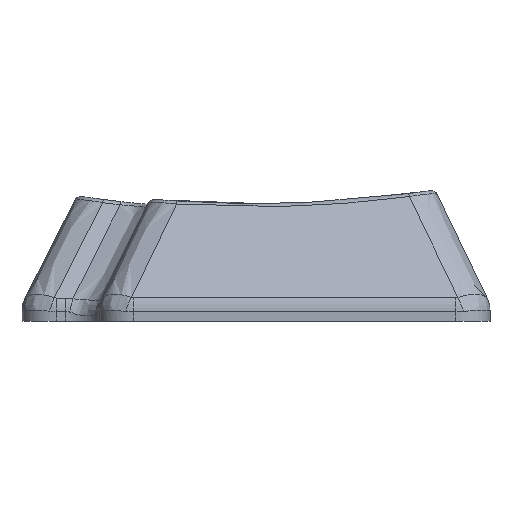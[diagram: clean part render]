
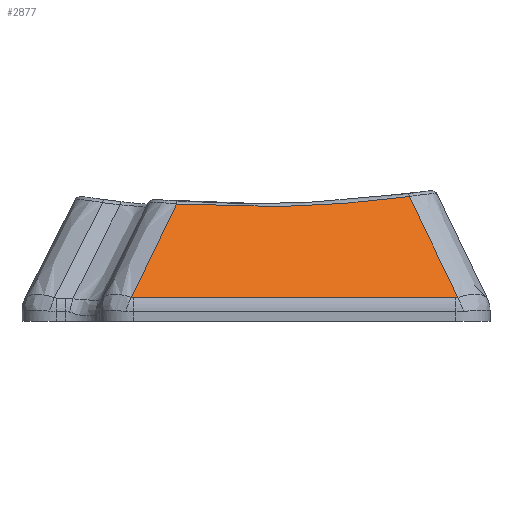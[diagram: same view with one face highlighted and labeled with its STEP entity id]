
A CAD part, front view. The second image highlights one B-rep face of the part: STEP entity #2877.
In plain terms, the highlighted planar face has unit normal (0, -0.839, 0.545).
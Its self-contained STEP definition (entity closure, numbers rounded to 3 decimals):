
#15=PLANE('',#3048);
#254=FACE_OUTER_BOUND('',#407,.T.);
#407=EDGE_LOOP('',(#2235,#2236,#2237,#2238,#2239,#2240));
#539=ELLIPSE('',#3040,0.918,0.5);
#541=ELLIPSE('',#3045,0.918,0.5);
#692=B_SPLINE_CURVE_WITH_KNOTS('',3,(#5476,#5477,#5478,#5479),
 .UNSPECIFIED.,.F.,.F.,(4,4),(-0.771,-0.066),
 .UNSPECIFIED.);
#694=B_SPLINE_CURVE_WITH_KNOTS('',3,(#5487,#5488,#5489,#5490),
 .UNSPECIFIED.,.F.,.F.,(4,4),(0.078,0.84),
 .UNSPECIFIED.);
#695=B_SPLINE_CURVE_WITH_KNOTS('',3,(#5491,#5492,#5493,#5494),
 .UNSPECIFIED.,.F.,.F.,(4,4),(-1.371,0.),
 .UNSPECIFIED.);
#822=LINE('',#5275,#955);
#955=VECTOR('',#3262,10.);
#1237=VERTEX_POINT('',#5234);
#1239=VERTEX_POINT('',#5265);
#1241=VERTEX_POINT('',#5271);
#1243=VERTEX_POINT('',#5292);
#1251=VERTEX_POINT('',#5475);
#1252=VERTEX_POINT('',#5486);
#1598=EDGE_CURVE('',#1237,#1239,#539,.T.);
#1601=EDGE_CURVE('',#1239,#1241,#822,.T.);
#1604=EDGE_CURVE('',#1241,#1243,#541,.T.);
#1619=EDGE_CURVE('',#1243,#1251,#692,.T.);
#1621=EDGE_CURVE('',#1252,#1237,#694,.T.);
#1622=EDGE_CURVE('',#1251,#1252,#695,.T.);
#2235=ORIENTED_EDGE('',*,*,#1604,.F.);
#2236=ORIENTED_EDGE('',*,*,#1601,.F.);
#2237=ORIENTED_EDGE('',*,*,#1598,.F.);
#2238=ORIENTED_EDGE('',*,*,#1621,.F.);
#2239=ORIENTED_EDGE('',*,*,#1622,.F.);
#2240=ORIENTED_EDGE('',*,*,#1619,.F.);
#2877=ADVANCED_FACE('',(#254),#15,.F.);
#3040=AXIS2_PLACEMENT_3D('',#5269,#3255,#3256);
#3045=AXIS2_PLACEMENT_3D('',#5296,#3267,#3268);
#3048=AXIS2_PLACEMENT_3D('',#5485,#3273,#3274);
#3255=DIRECTION('center_axis',(0.,0.839,-0.545));
#3256=DIRECTION('ref_axis',(0.,-0.545,-0.839));
#3262=DIRECTION('',(-1.,0.,0.));
#3267=DIRECTION('center_axis',(0.,0.839,-0.545));
#3268=DIRECTION('ref_axis',(0.,-0.545,-0.839));
#3273=DIRECTION('center_axis',(0.,0.839,-0.545));
#3274=DIRECTION('ref_axis',(-1.,0.,0.));
#5234=CARTESIAN_POINT('',(9.577,-18.35,0.394));
#5265=CARTESIAN_POINT('',(9.462,-18.363,0.373));
#5269=CARTESIAN_POINT('Origin',(9.462,-17.863,1.142));
#5271=CARTESIAN_POINT('',(-9.462,-18.363,0.373));
#5275=CARTESIAN_POINT('',(1.611,-18.363,0.373));
#5292=CARTESIAN_POINT('',(-9.577,-18.35,0.393));
#5296=CARTESIAN_POINT('Origin',(-9.462,-17.863,1.142));
#5475=CARTESIAN_POINT('',(-6.938,-14.789,5.875));
#5476=CARTESIAN_POINT('Ctrl Pts',(-9.577,-18.35,0.393));
#5477=CARTESIAN_POINT('Ctrl Pts',(-8.697,-17.163,2.221));
#5478=CARTESIAN_POINT('Ctrl Pts',(-7.818,-15.976,4.048));
#5479=CARTESIAN_POINT('Ctrl Pts',(-6.938,-14.789,5.875));
#5485=CARTESIAN_POINT('Origin',(-8.239,-14.235,6.727));
#5486=CARTESIAN_POINT('',(6.726,-14.503,6.315));
#5487=CARTESIAN_POINT('Ctrl Pts',(6.726,-14.503,6.315));
#5488=CARTESIAN_POINT('Ctrl Pts',(7.677,-15.785,4.341));
#5489=CARTESIAN_POINT('Ctrl Pts',(8.627,-17.067,2.367));
#5490=CARTESIAN_POINT('Ctrl Pts',(9.577,-18.35,0.394));
#5491=CARTESIAN_POINT('Ctrl Pts',(-6.938,-14.789,5.875));
#5492=CARTESIAN_POINT('Ctrl Pts',(-2.384,-14.994,5.56));
#5493=CARTESIAN_POINT('Ctrl Pts',(2.214,-14.897,5.709));
#5494=CARTESIAN_POINT('Ctrl Pts',(6.726,-14.503,6.315));
